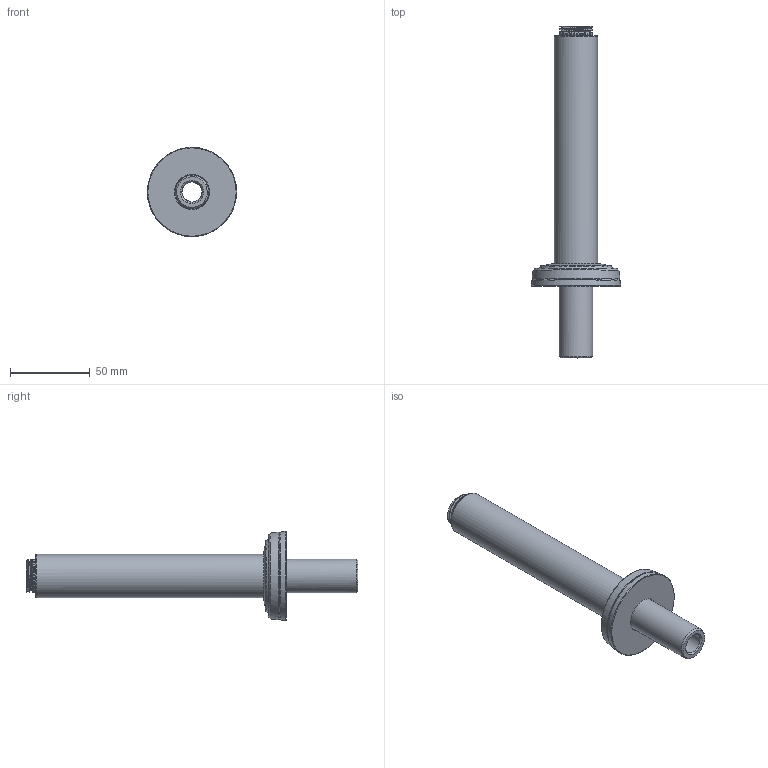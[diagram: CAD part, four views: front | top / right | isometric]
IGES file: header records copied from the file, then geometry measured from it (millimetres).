
Global section: file name: T169; native system: Autodesk Inventor 2020; preprocessor: unknown; author: adaniels; date: 20190924.153004; units: millimetre
Bounding box: 55.91 x 207.7 x 55.87 mm (x, y, z)
Volume: 82432.3 mm3; surface area: 37665.5 mm2
Topology: 5 solids, 5 shells, 88 faces, 241 edges, 167 vertices
Faces by surface type: bspline 88
